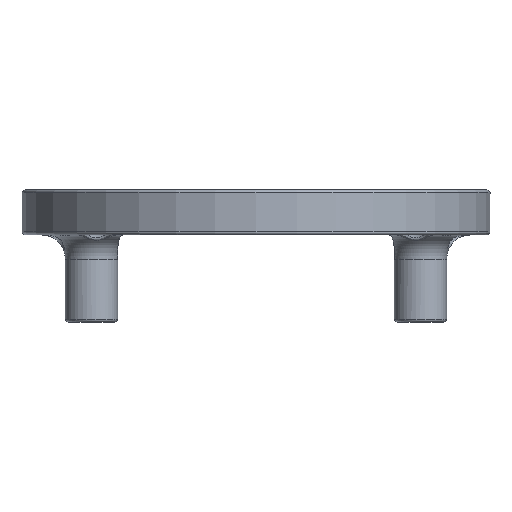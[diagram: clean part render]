
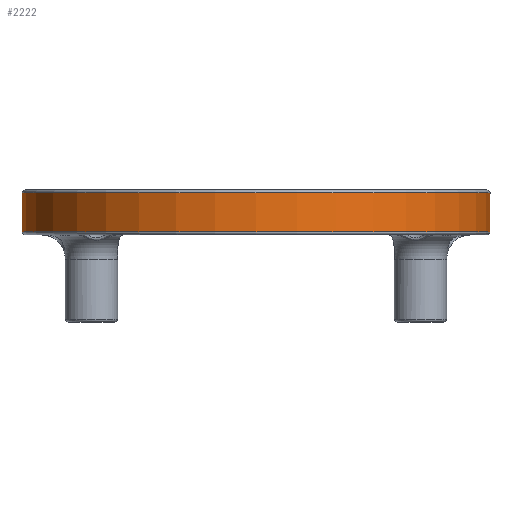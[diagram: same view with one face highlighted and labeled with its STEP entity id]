
A CAD part, front view. The second image highlights one B-rep face of the part: STEP entity #2222.
In plain terms, the highlighted cylindrical face has radius 31.194 mm (diameter 62.388 mm), a full revolution.
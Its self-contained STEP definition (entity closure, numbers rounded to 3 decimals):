
#148=LINE('',#3701,#229);
#229=VECTOR('',#2935,31.194);
#304=CYLINDRICAL_SURFACE('',#2451,31.194);
#388=FACE_OUTER_BOUND('',#555,.T.);
#555=EDGE_LOOP('',(#1624,#1625,#1626,#1627,#1628));
#784=CIRCLE('',#2449,31.194);
#785=CIRCLE('',#2450,31.194);
#786=CIRCLE('',#2452,31.194);
#1013=VERTEX_POINT('',#3693);
#1014=VERTEX_POINT('',#3695);
#1015=VERTEX_POINT('',#3699);
#1247=EDGE_CURVE('',#1013,#1014,#784,.T.);
#1248=EDGE_CURVE('',#1014,#1013,#785,.T.);
#1249=EDGE_CURVE('',#1015,#1015,#786,.T.);
#1250=EDGE_CURVE('',#1015,#1014,#148,.T.);
#1624=ORIENTED_EDGE('',*,*,#1249,.F.);
#1625=ORIENTED_EDGE('',*,*,#1250,.T.);
#1626=ORIENTED_EDGE('',*,*,#1247,.F.);
#1627=ORIENTED_EDGE('',*,*,#1248,.F.);
#1628=ORIENTED_EDGE('',*,*,#1250,.F.);
#2222=ADVANCED_FACE('',(#388),#304,.T.);
#2449=AXIS2_PLACEMENT_3D('',#3696,#2927,#2928);
#2450=AXIS2_PLACEMENT_3D('',#3697,#2929,#2930);
#2451=AXIS2_PLACEMENT_3D('',#3698,#2931,#2932);
#2452=AXIS2_PLACEMENT_3D('',#3700,#2933,#2934);
#2927=DIRECTION('center_axis',(0.,0.,
1.));
#2928=DIRECTION('ref_axis',(-1.,0.,0.));
#2929=DIRECTION('center_axis',(0.,0.,
1.));
#2930=DIRECTION('ref_axis',(-1.,0.,0.));
#2931=DIRECTION('center_axis',(0.,0.,
-1.));
#2932=DIRECTION('ref_axis',(-1.,0.,0.));
#2933=DIRECTION('center_axis',(0.,0.,
-1.));
#2934=DIRECTION('ref_axis',(-1.,0.,0.));
#2935=DIRECTION('',(0.,0.,1.));
#3693=CARTESIAN_POINT('',(-31.201,-0.781,23.511));
#3695=CARTESIAN_POINT('',(31.187,-0.781,23.511));
#3696=CARTESIAN_POINT('Origin',(-0.007,-0.781,
23.511));
#3697=CARTESIAN_POINT('Origin',(-0.007,-0.781,
23.511));
#3698=CARTESIAN_POINT('Origin',(-0.007,-0.781,
23.911));
#3699=CARTESIAN_POINT('',(31.187,-0.781,18.311));
#3700=CARTESIAN_POINT('Origin',(-0.007,-0.781,
18.311));
#3701=CARTESIAN_POINT('',(31.187,-0.781,23.911));
